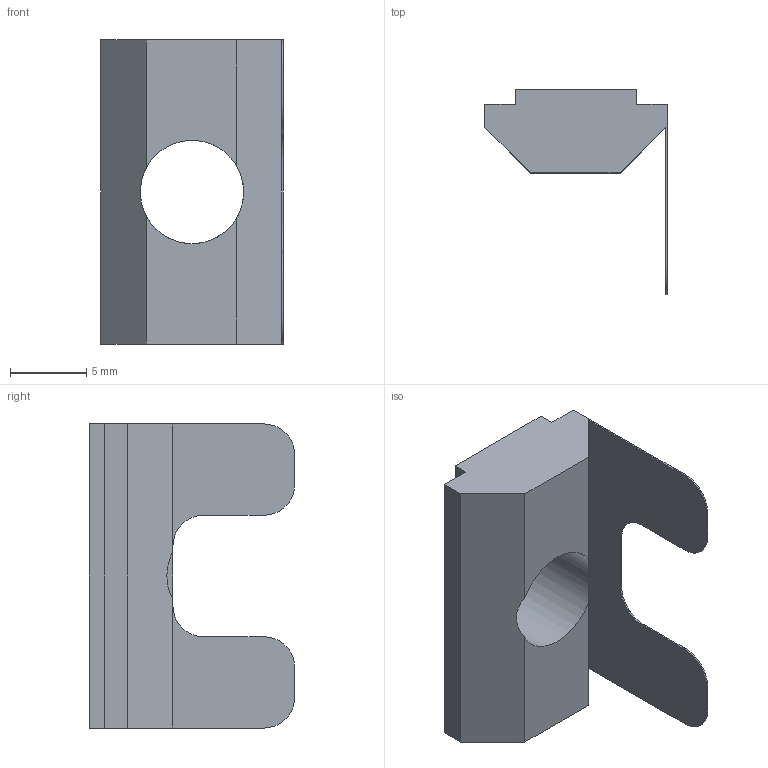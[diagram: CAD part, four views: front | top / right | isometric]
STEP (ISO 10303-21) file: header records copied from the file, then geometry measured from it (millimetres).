
FILE_DESCRIPTION(/* description */ ('Inserto filettato cava 8 con molla e centraggio M8'),/* implementation_level */ '2;1');
FILE_NAME(/* name */ 'N31-08-M8.stp',/* time_stamp */ '2021-02-10T14:19:02+01:00',/* author */ ('daniele.berto'),/* organization */ ('Microsoft'),/* preprocessor_version */ 'ST-DEVELOPER v18.1',/* originating_system */ 'Autodesk Inventor 2021',/* authorisation */ '');
FILE_SCHEMA (('AUTOMOTIVE_DESIGN { 1 0 10303 214 3 1 1 }'));
Length unit declared in the file: millimetre
Products named in the file (1): N31-08-M8
Bounding box: 12 x 13.5 x 20 mm (x, y, z)
Volume: 870.1 mm3; surface area: 1088.8 mm2
Topology: 1 solids, 1 shells, 26 faces, 75 edges, 50 vertices
Faces by surface type: plane 19, cylinder 7
Full cylindrical faces by diameter (mm): 6.8 x1
Entity records: 902 total; most frequent: CARTESIAN_POINT 152, ORIENTED_EDGE 150, DIRECTION 147, EDGE_CURVE 75, LINE 57, VECTOR 57, VERTEX_POINT 50, AXIS2_PLACEMENT_3D 45
